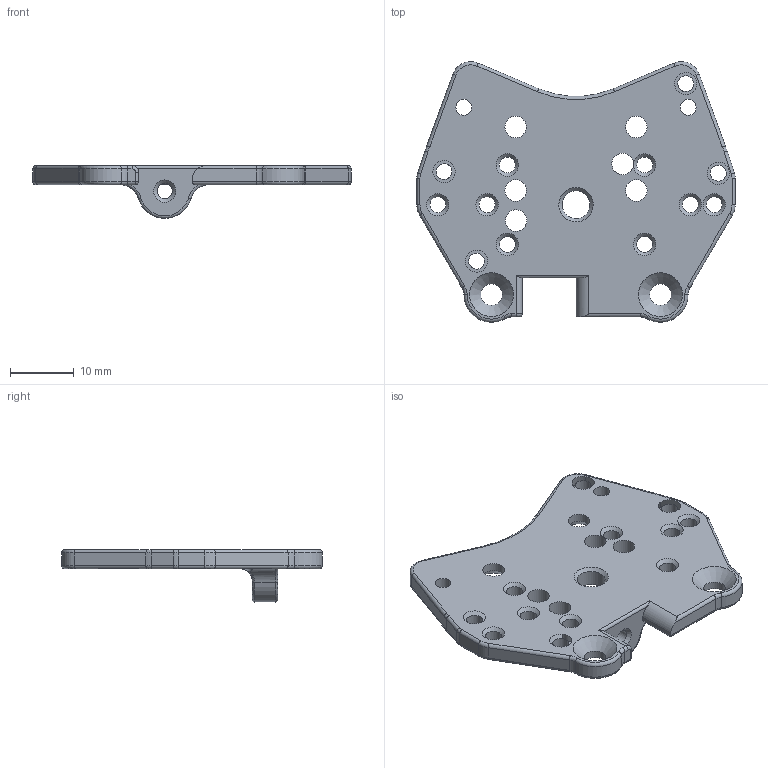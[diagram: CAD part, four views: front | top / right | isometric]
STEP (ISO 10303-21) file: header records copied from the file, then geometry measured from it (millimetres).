
FILE_DESCRIPTION(/* description */ (''),/* implementation_level */ '2;1');
FILE_NAME(/* name */ 'Jaguar SLM TOP PLATE.step',/* time_stamp */ '2024-05-02T14:23:25-04:00',/* author */ (''),/* organization */ (''),/* preprocessor_version */ 'ST-DEVELOPER v20',/* originating_system */ 'Autodesk Translation Framework v12.20.1.177',/* authorisation */ '');
FILE_SCHEMA (('AUTOMOTIVE_DESIGN { 1 0 10303 214 3 1 1 }'));
Length unit declared in the file: millimetre
Products named in the file (1): Jaguar SLM TOP PLATE 
Bounding box: 50.13 x 41.03 x 8.28 mm (x, y, z)
Volume: 4330.1 mm3; surface area: 3985 mm2
Topology: 1 solids, 1 shells, 159 faces, 392 edges, 231 vertices
Faces by surface type: cylinder 78, torus 36, plane 21, cone 20, bspline 3, sphere 1
Full cylindrical faces by diameter (mm): 2.4 x1, 2.5 x8, 2.529 x6, 3.4 x8, 4.4 x1
Entity records: 5188 total; most frequent: CARTESIAN_POINT 1199, DIRECTION 898, ORIENTED_EDGE 782, EDGE_CURVE 391, AXIS2_PLACEMENT_3D 371, VERTEX_POINT 231, CIRCLE 213, EDGE_LOOP 204
